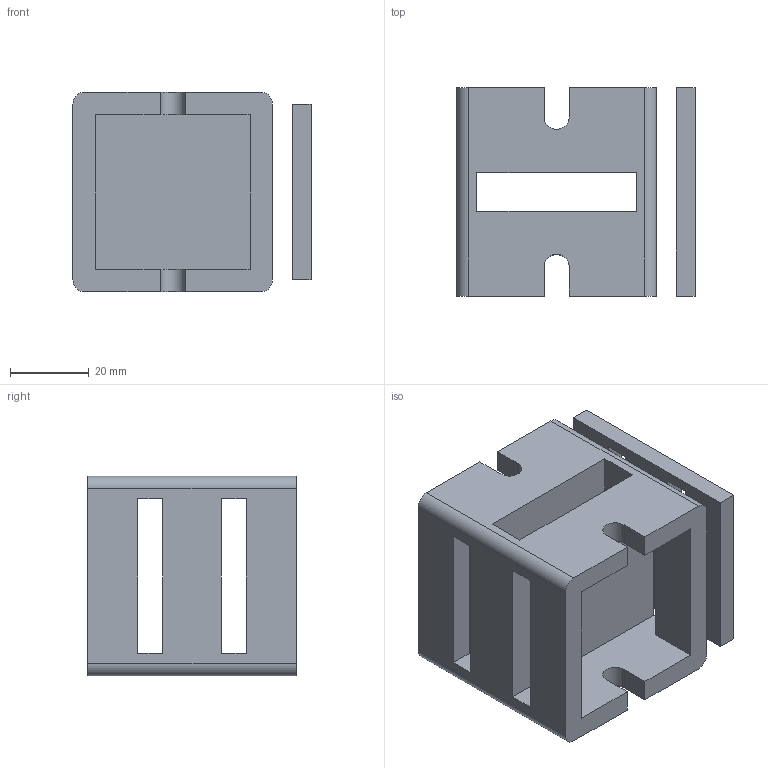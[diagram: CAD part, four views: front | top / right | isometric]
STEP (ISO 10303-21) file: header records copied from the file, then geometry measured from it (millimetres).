
FILE_DESCRIPTION(/* description */ (''),/* implementation_level */ '2;1');
FILE_NAME(/* name */ 'BaseCase_AlignmentSupport.stp',/* time_stamp */ '2025-11-11T12:50:55-05:00',/* author */ ('SCANTURK'),/* organization */ (''),/* preprocessor_version */ 'ST-DEVELOPER v20.1',/* originating_system */ 'Autodesk Inventor 2026',/* authorisation */ '');
FILE_SCHEMA (('AUTOMOTIVE_DESIGN { 1 0 10303 214 3 1 1 }'));
Products named in the file (1): BaseCase_AlignmentSupport
Bounding box: 60.63 x 53.09 x 50.8 mm (x, y, z)
Volume: 58545.4 mm3; surface area: 33426.9 mm2
Topology: 2 solids, 2 shells, 1731 faces, 4854 edges, 3253 vertices
Faces by surface type: bspline 1004, plane 719, cylinder 8
Entity records: 61399 total; most frequent: CARTESIAN_POINT 23673, ORIENTED_EDGE 9684, EDGE_CURVE 4842, DIRECTION 4306, VERTEX_POINT 3228, LINE 2818, VECTOR 2818, B_SPLINE_CURVE_WITH_KNOTS 2008
